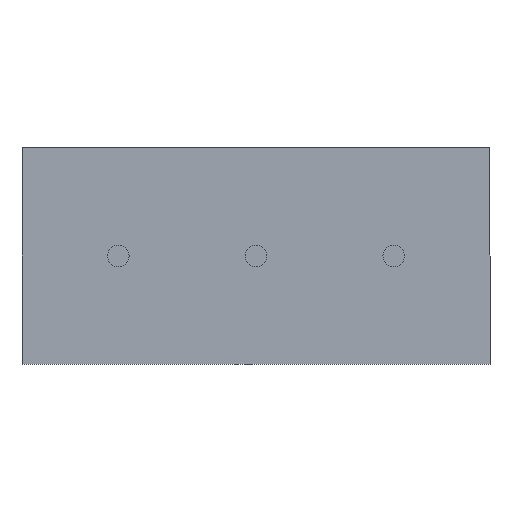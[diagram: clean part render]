
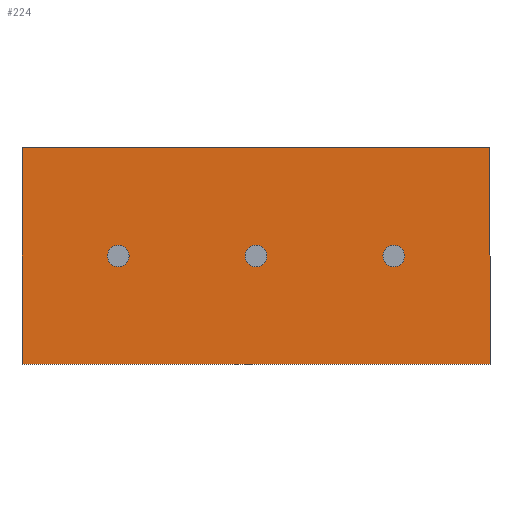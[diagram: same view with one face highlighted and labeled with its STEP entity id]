
A CAD part, front view. The second image highlights one B-rep face of the part: STEP entity #224.
In plain terms, the highlighted planar face has unit normal (0, -1, 0).
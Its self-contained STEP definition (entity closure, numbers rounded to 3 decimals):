
#5 = EDGE_LOOP ( 'NONE', ( #345, #689 ) ) ;
#6 = EDGE_CURVE ( 'NONE', #667, #424, #249, .T. ) ;
#46 = DIRECTION ( 'NONE',  ( 0., 0., -1. ) ) ;
#47 = VECTOR ( 'NONE', #585, 1000. ) ;
#58 = CARTESIAN_POINT ( 'NONE',  ( 2.54, 0., 0. ) ) ;
#74 = VECTOR ( 'NONE', #166, 1000. ) ;
#76 = EDGE_CURVE ( 'NONE', #300, #780, #363, .T. ) ;
#80 = EDGE_LOOP ( 'NONE', ( #358, #142, #190, #827 ) ) ;
#93 = FACE_BOUND ( 'NONE', #5, .T. ) ;
#105 = DIRECTION ( 'NONE',  ( 0., 0., 1. ) ) ;
#111 = DIRECTION ( 'NONE',  ( 0., -1., 0. ) ) ;
#120 = ORIENTED_EDGE ( 'NONE', *, *, #251, .F. ) ;
#124 = EDGE_CURVE ( 'NONE', #732, #667, #767, .T. ) ;
#129 = DIRECTION ( 'NONE',  ( 0., 0., 1. ) ) ;
#137 = CIRCLE ( 'NONE', #676, 0.2 ) ;
#142 = ORIENTED_EDGE ( 'NONE', *, *, #332, .F. ) ;
#147 = CARTESIAN_POINT ( 'NONE',  ( -2.54, 0., 0. ) ) ;
#155 = CARTESIAN_POINT ( 'NONE',  ( -4.315, 0., -2. ) ) ;
#166 = DIRECTION ( 'NONE',  ( 0., 0., 1. ) ) ;
#167 = CIRCLE ( 'NONE', #313, 0.2 ) ;
#169 = LINE ( 'NONE', #179, #318 ) ;
#179 = CARTESIAN_POINT ( 'NONE',  ( -4.315, 0., 2. ) ) ;
#181 = EDGE_CURVE ( 'NONE', #270, #732, #660, .T. ) ;
#190 = ORIENTED_EDGE ( 'NONE', *, *, #6, .F. ) ;
#193 = EDGE_CURVE ( 'NONE', #780, #300, #839, .T. ) ;
#201 = ORIENTED_EDGE ( 'NONE', *, *, #715, .F. ) ;
#209 = DIRECTION ( 'NONE',  ( 0., -1., 0. ) ) ;
#215 = CIRCLE ( 'NONE', #278, 0.2 ) ;
#221 = CARTESIAN_POINT ( 'NONE',  ( -4.315, 0., -2. ) ) ;
#224 = ADVANCED_FACE ( 'NONE', ( #454, #93, #480, #264 ), #718, .F. ) ;
#226 = DIRECTION ( 'NONE',  ( 0., -1., 0. ) ) ;
#234 = DIRECTION ( 'NONE',  ( 0., 0., 1. ) ) ;
#236 = AXIS2_PLACEMENT_3D ( 'NONE', #420, #832, #558 ) ;
#249 = LINE ( 'NONE', #221, #74 ) ;
#251 = EDGE_CURVE ( 'NONE', #373, #331, #434, .T. ) ;
#264 = FACE_OUTER_BOUND ( 'NONE', #80, .T. ) ;
#270 = VERTEX_POINT ( 'NONE', #852 ) ;
#274 = VERTEX_POINT ( 'NONE', #578 ) ;
#278 = AXIS2_PLACEMENT_3D ( 'NONE', #641, #226, #706 ) ;
#281 = VECTOR ( 'NONE', #46, 1000. ) ;
#285 = CARTESIAN_POINT ( 'NONE',  ( 4.315, 0., -2. ) ) ;
#294 = CARTESIAN_POINT ( 'NONE',  ( -2.54, 0., 0. ) ) ;
#300 = VERTEX_POINT ( 'NONE', #647 ) ;
#313 = AXIS2_PLACEMENT_3D ( 'NONE', #58, #538, #129 ) ;
#318 = VECTOR ( 'NONE', #664, 1000. ) ;
#331 = VERTEX_POINT ( 'NONE', #756 ) ;
#332 = EDGE_CURVE ( 'NONE', #424, #270, #169, .T. ) ;
#345 = ORIENTED_EDGE ( 'NONE', *, *, #76, .F. ) ;
#358 = ORIENTED_EDGE ( 'NONE', *, *, #181, .F. ) ;
#363 = CIRCLE ( 'NONE', #236, 0.2 ) ;
#373 = VERTEX_POINT ( 'NONE', #539 ) ;
#420 = CARTESIAN_POINT ( 'NONE',  ( 0., 0., 0. ) ) ;
#424 = VERTEX_POINT ( 'NONE', #669 ) ;
#434 = CIRCLE ( 'NONE', #635, 0.2 ) ;
#447 = CARTESIAN_POINT ( 'NONE',  ( 4.315, 0., -2. ) ) ;
#454 = FACE_BOUND ( 'NONE', #589, .T. ) ;
#456 = ORIENTED_EDGE ( 'NONE', *, *, #867, .F. ) ;
#480 = FACE_BOUND ( 'NONE', #693, .T. ) ;
#498 = AXIS2_PLACEMENT_3D ( 'NONE', #582, #111, #517 ) ;
#517 = DIRECTION ( 'NONE',  ( 0., 0., 1. ) ) ;
#526 = VERTEX_POINT ( 'NONE', #861 ) ;
#538 = DIRECTION ( 'NONE',  ( 0., -1., 0. ) ) ;
#539 = CARTESIAN_POINT ( 'NONE',  ( -2.54, 0., 0.2 ) ) ;
#548 = EDGE_CURVE ( 'NONE', #331, #373, #137, .T. ) ;
#558 = DIRECTION ( 'NONE',  ( 0., 0., 1. ) ) ;
#578 = CARTESIAN_POINT ( 'NONE',  ( 2.54, 0., -0.2 ) ) ;
#581 = DIRECTION ( 'NONE',  ( 0., 1., 0. ) ) ;
#582 = CARTESIAN_POINT ( 'NONE',  ( 0., 0., 0. ) ) ;
#585 = DIRECTION ( 'NONE',  ( -1., 0., 0. ) ) ;
#589 = EDGE_LOOP ( 'NONE', ( #456, #201 ) ) ;
#635 = AXIS2_PLACEMENT_3D ( 'NONE', #294, #716, #234 ) ;
#641 = CARTESIAN_POINT ( 'NONE',  ( 2.54, 0., 0. ) ) ;
#647 = CARTESIAN_POINT ( 'NONE',  ( 0., 0., 0.2 ) ) ;
#656 = CARTESIAN_POINT ( 'NONE',  ( 0., 0., 0. ) ) ;
#657 = CARTESIAN_POINT ( 'NONE',  ( -4.315, 0., -2. ) ) ;
#660 = LINE ( 'NONE', #447, #281 ) ;
#664 = DIRECTION ( 'NONE',  ( 1., 0., 0. ) ) ;
#667 = VERTEX_POINT ( 'NONE', #155 ) ;
#669 = CARTESIAN_POINT ( 'NONE',  ( -4.315, 0., 2. ) ) ;
#676 = AXIS2_PLACEMENT_3D ( 'NONE', #147, #209, #687 ) ;
#680 = AXIS2_PLACEMENT_3D ( 'NONE', #656, #581, #105 ) ;
#687 = DIRECTION ( 'NONE',  ( 0., 0., 1. ) ) ;
#689 = ORIENTED_EDGE ( 'NONE', *, *, #193, .F. ) ;
#693 = EDGE_LOOP ( 'NONE', ( #120, #844 ) ) ;
#706 = DIRECTION ( 'NONE',  ( 0., 0., 1. ) ) ;
#715 = EDGE_CURVE ( 'NONE', #274, #526, #215, .T. ) ;
#716 = DIRECTION ( 'NONE',  ( 0., -1., 0. ) ) ;
#718 = PLANE ( 'NONE',  #680 ) ;
#732 = VERTEX_POINT ( 'NONE', #285 ) ;
#756 = CARTESIAN_POINT ( 'NONE',  ( -2.54, 0., -0.2 ) ) ;
#767 = LINE ( 'NONE', #657, #47 ) ;
#780 = VERTEX_POINT ( 'NONE', #785 ) ;
#785 = CARTESIAN_POINT ( 'NONE',  ( 0., 0., -0.2 ) ) ;
#827 = ORIENTED_EDGE ( 'NONE', *, *, #124, .F. ) ;
#832 = DIRECTION ( 'NONE',  ( 0., -1., 0. ) ) ;
#839 = CIRCLE ( 'NONE', #498, 0.2 ) ;
#844 = ORIENTED_EDGE ( 'NONE', *, *, #548, .F. ) ;
#852 = CARTESIAN_POINT ( 'NONE',  ( 4.315, 0., 2. ) ) ;
#861 = CARTESIAN_POINT ( 'NONE',  ( 2.54, 0., 0.2 ) ) ;
#867 = EDGE_CURVE ( 'NONE', #526, #274, #167, .T. ) ;
